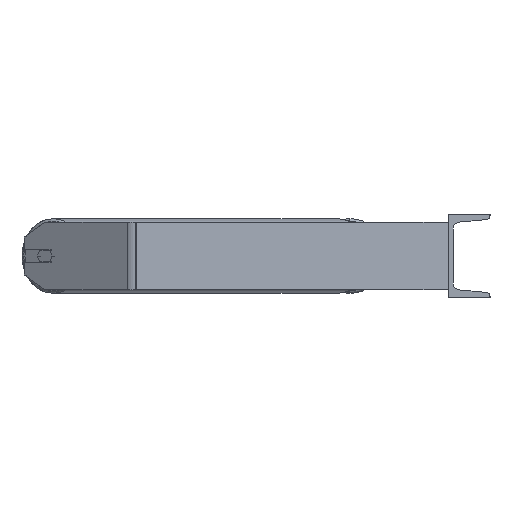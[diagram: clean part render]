
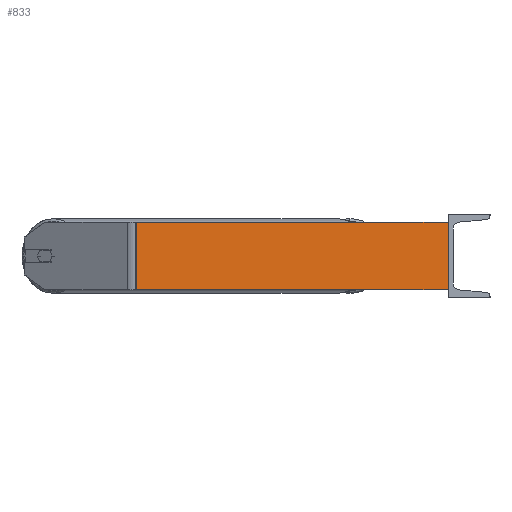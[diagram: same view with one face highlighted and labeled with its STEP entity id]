
A CAD part, left-side view. The second image highlights one B-rep face of the part: STEP entity #833.
In plain terms, the highlighted planar face has unit normal (-0.996, -0.087, 0).
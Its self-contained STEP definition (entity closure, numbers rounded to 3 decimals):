
#44 = EDGE_CURVE ( 'NONE', #8964, #233, #6713, .T. ) ;
#233 = VERTEX_POINT ( 'NONE', #4063 ) ;
#785 = DIRECTION ( 'NONE',  ( 0., 0., -1. ) ) ;
#800 = CARTESIAN_POINT ( 'NONE',  ( -917.522, 371.726, -40. ) ) ;
#833 = ADVANCED_FACE ( 'NONE', ( #6390 ), #2216, .F. ) ;
#892 = EDGE_CURVE ( 'NONE', #8513, #7589, #6869, .T. ) ;
#1833 = DIRECTION ( 'NONE',  ( 0.087, -0.996, 0. ) ) ;
#2216 = PLANE ( 'NONE',  #8599 ) ;
#2986 = ORIENTED_EDGE ( 'NONE', *, *, #6285, .F. ) ;
#3044 = EDGE_CURVE ( 'NONE', #8964, #8513, #8048, .T. ) ;
#3335 = DIRECTION ( 'NONE',  ( -0.087, 0.996, 0. ) ) ;
#3534 = CARTESIAN_POINT ( 'NONE',  ( -918.029, 377.527, 40. ) ) ;
#3585 = ORIENTED_EDGE ( 'NONE', *, *, #892, .T. ) ;
#3729 = CARTESIAN_POINT ( 'NONE',  ( -885., 0., -40. ) ) ;
#3746 = CARTESIAN_POINT ( 'NONE',  ( -885., 0., 40. ) ) ;
#3747 = VECTOR ( 'NONE', #1833, 1000. ) ;
#3905 = DIRECTION ( 'NONE',  ( 0., 0., -1. ) ) ;
#4038 = EDGE_LOOP ( 'NONE', ( #3585, #2986, #5260, #8473 ) ) ;
#4063 = CARTESIAN_POINT ( 'NONE',  ( -885., 0., 40. ) ) ;
#4899 = CARTESIAN_POINT ( 'NONE',  ( -917.522, 371.726, 40. ) ) ;
#5137 = CARTESIAN_POINT ( 'NONE',  ( -917.522, 371.726, 40. ) ) ;
#5213 = VECTOR ( 'NONE', #8105, 1000. ) ;
#5260 = ORIENTED_EDGE ( 'NONE', *, *, #44, .F. ) ;
#6002 = DIRECTION ( 'NONE',  ( 0.996, 0.087, 0. ) ) ;
#6152 = CARTESIAN_POINT ( 'NONE',  ( -918.029, 377.527, -40. ) ) ;
#6285 = EDGE_CURVE ( 'NONE', #233, #7589, #8579, .T. ) ;
#6390 = FACE_OUTER_BOUND ( 'NONE', #4038, .T. ) ;
#6713 = LINE ( 'NONE', #8942, #5213 ) ;
#6759 = VECTOR ( 'NONE', #3905, 1000. ) ;
#6869 = LINE ( 'NONE', #6152, #3747 ) ;
#6938 = VECTOR ( 'NONE', #785, 1000. ) ;
#7589 = VERTEX_POINT ( 'NONE', #3729 ) ;
#8048 = LINE ( 'NONE', #5137, #6759 ) ;
#8105 = DIRECTION ( 'NONE',  ( 0.087, -0.996, 0. ) ) ;
#8473 = ORIENTED_EDGE ( 'NONE', *, *, #3044, .T. ) ;
#8513 = VERTEX_POINT ( 'NONE', #800 ) ;
#8579 = LINE ( 'NONE', #3746, #6938 ) ;
#8599 = AXIS2_PLACEMENT_3D ( 'NONE', #3534, #6002, #3335 ) ;
#8942 = CARTESIAN_POINT ( 'NONE',  ( -918.029, 377.527, 40. ) ) ;
#8964 = VERTEX_POINT ( 'NONE', #4899 ) ;
